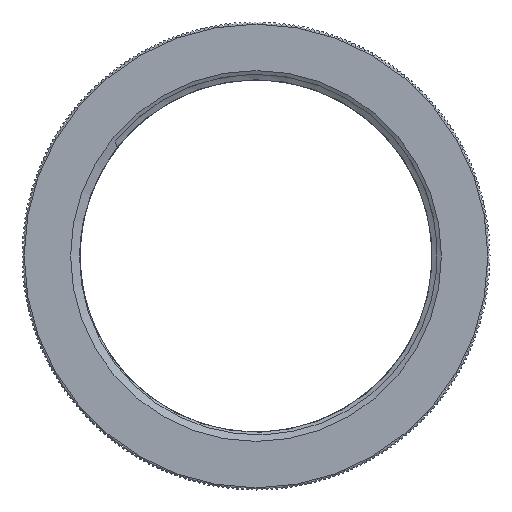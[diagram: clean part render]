
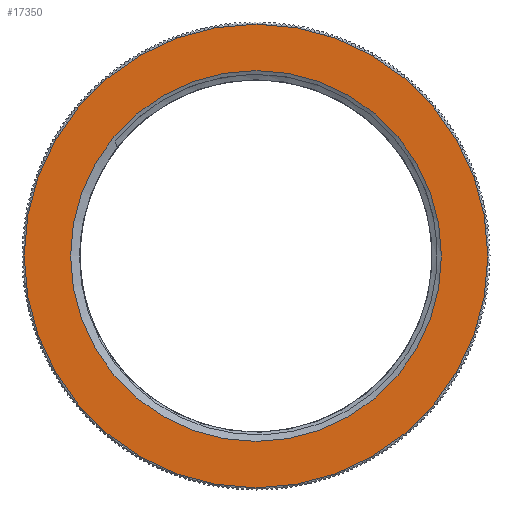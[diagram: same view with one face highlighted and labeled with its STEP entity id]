
A CAD part, left-side view. The second image highlights one B-rep face of the part: STEP entity #17350.
In plain terms, the highlighted planar face has unit normal (-1, 0, 0).
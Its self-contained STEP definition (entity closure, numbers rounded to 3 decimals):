
#3926=PLANE('',#18888);
#3935=FACE_BOUND('',#5778,.T.);
#4852=FACE_OUTER_BOUND('',#5777,.T.);
#5777=EDGE_LOOP('',(#15522));
#5778=EDGE_LOOP('',(#15523));
#5787=CIRCLE('',#17366,25.316);
#6399=CIRCLE('',#18886,31.65);
#6419=VERTEX_POINT('',#22891);
#8236=VERTEX_POINT('',#33476);
#8242=EDGE_CURVE('',#6419,#6419,#5787,.T.);
#10967=EDGE_CURVE('',#8236,#8236,#6399,.T.);
#15522=ORIENTED_EDGE('',*,*,#10967,.F.);
#15523=ORIENTED_EDGE('',*,*,#8242,.T.);
#17350=ADVANCED_FACE('',(#4852,#3935),#3926,.T.);
#17366=AXIS2_PLACEMENT_3D('',#22892,#18903,#18904);
#18886=AXIS2_PLACEMENT_3D('',#33477,#22843,#22844);
#18888=AXIS2_PLACEMENT_3D('',#33479,#22847,#22848);
#18903=DIRECTION('center_axis',(1.,0.,0.));
#18904=DIRECTION('ref_axis',(0.,1.,0.));
#22843=DIRECTION('center_axis',(1.,0.,0.));
#22844=DIRECTION('ref_axis',(0.,0.,-1.));
#22847=DIRECTION('center_axis',(-1.,0.,0.));
#22848=DIRECTION('ref_axis',(0.,0.,1.));
#22891=CARTESIAN_POINT('',(-14.,25.316,0.));
#22892=CARTESIAN_POINT('Origin',(-14.,0.,0.));
#33476=CARTESIAN_POINT('',(-14.,31.65,0.));
#33477=CARTESIAN_POINT('Origin',(-14.,0.,0.));
#33479=CARTESIAN_POINT('Origin',(-14.,31.65,0.));
